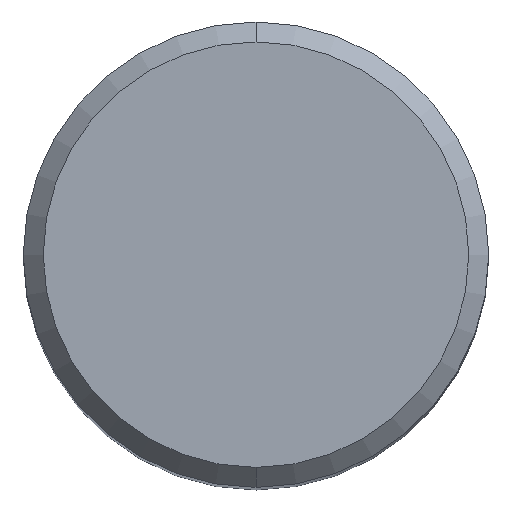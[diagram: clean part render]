
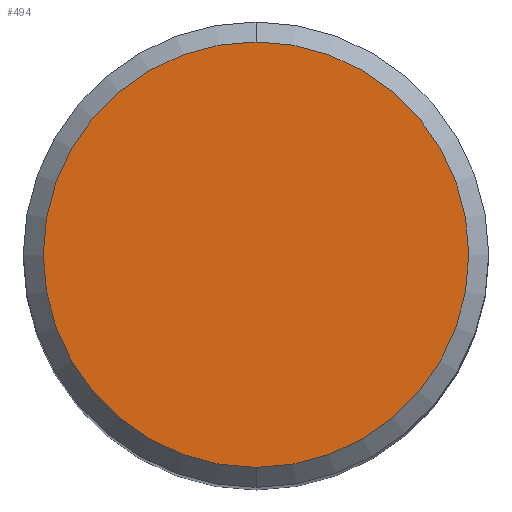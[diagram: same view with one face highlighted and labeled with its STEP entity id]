
A CAD part, top view. The second image highlights one B-rep face of the part: STEP entity #494.
In plain terms, the highlighted planar face has unit normal (0, 0, 1).
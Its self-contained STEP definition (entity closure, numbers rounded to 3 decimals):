
#328=VERTEX_POINT('',#933);
#384=VERTEX_POINT('',#995);
#494=ADVANCED_FACE('',(#1114),#1115,.T.);
#498=EDGE_CURVE('',#328,#384,#1119,.T.);
#702=EDGE_CURVE('',#384,#328,#1345,.T.);
#933=CARTESIAN_POINT('',(0.0,6.4,0.0));
#995=CARTESIAN_POINT('',(0.,-6.4,0.0));
#1114=FACE_OUTER_BOUND('',#2179,.T.);
#1115=PLANE('',#2180);
#1119=CIRCLE('',#2189,6.4);
#1345=CIRCLE('',#4065,6.4);
#2179=EDGE_LOOP('',(#7548,#7549));
#2180=AXIS2_PLACEMENT_3D('',#7550,#7551,#7552);
#2189=AXIS2_PLACEMENT_3D('',#7553,#7554,#7555);
#4065=AXIS2_PLACEMENT_3D('',#7808,#7809,#7810);
#7548=ORIENTED_EDGE('',*,*,#498,.F.);
#7549=ORIENTED_EDGE('',*,*,#702,.F.);
#7550=CARTESIAN_POINT('',(0.0,3.2,0.0));
#7551=DIRECTION('',(-0.0,0.0,1.0));
#7552=DIRECTION('',(0.0,-1.0,0.0));
#7553=CARTESIAN_POINT('',(0.0,0.0,0.0));
#7554=DIRECTION('',(0.0,0.0,-1.0));
#7555=DIRECTION('',(0.0,1.0,0.0));
#7808=CARTESIAN_POINT('',(0.0,0.0,0.0));
#7809=DIRECTION('',(0.0,0.0,-1.0));
#7810=DIRECTION('',(0.0,1.0,0.0));
